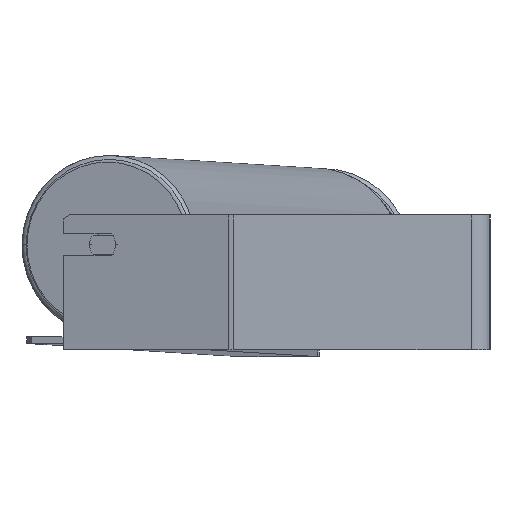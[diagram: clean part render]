
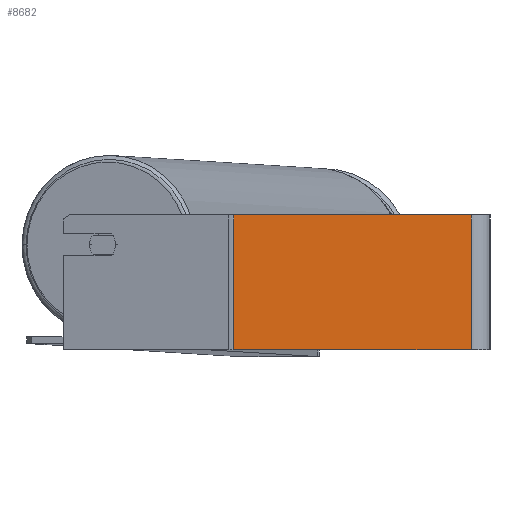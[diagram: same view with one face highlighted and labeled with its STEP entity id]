
A CAD part, left-side view. The second image highlights one B-rep face of the part: STEP entity #8682.
In plain terms, the highlighted planar face has unit normal (-1, 0, 0).
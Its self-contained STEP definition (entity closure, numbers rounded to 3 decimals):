
#160 = EDGE_CURVE ( 'NONE', #2789, #3672, #8268, .T. ) ;
#428 = EDGE_CURVE ( 'NONE', #8413, #3672, #8653, .T. ) ;
#688 = ORIENTED_EDGE ( 'NONE', *, *, #6696, .F. ) ;
#933 = CARTESIAN_POINT ( 'NONE',  ( -955., 192.085, 50. ) ) ;
#1046 = AXIS2_PLACEMENT_3D ( 'NONE', #3401, #1200, #6292 ) ;
#1200 = DIRECTION ( 'NONE',  ( 1., 0., 0. ) ) ;
#1376 = DIRECTION ( 'NONE',  ( 0., 0., -1. ) ) ;
#1570 = ORIENTED_EDGE ( 'NONE', *, *, #160, .T. ) ;
#1756 = CARTESIAN_POINT ( 'NONE',  ( -955., 192.085, -50. ) ) ;
#2119 = CARTESIAN_POINT ( 'NONE',  ( -955., 14., 50. ) ) ;
#2278 = DIRECTION ( 'NONE',  ( 0., -1., 0. ) ) ;
#2388 = ORIENTED_EDGE ( 'NONE', *, *, #8470, .T. ) ;
#2412 = CARTESIAN_POINT ( 'NONE',  ( -955., 190.242, 50. ) ) ;
#2741 = PLANE ( 'NONE',  #1046 ) ;
#2789 = VERTEX_POINT ( 'NONE', #7014 ) ;
#3074 = CARTESIAN_POINT ( 'NONE',  ( -955., 190.242, 50. ) ) ;
#3401 = CARTESIAN_POINT ( 'NONE',  ( -955., 192.085, 50. ) ) ;
#3666 = CARTESIAN_POINT ( 'NONE',  ( -955., 14., 50. ) ) ;
#3672 = VERTEX_POINT ( 'NONE', #7352 ) ;
#3853 = DIRECTION ( 'NONE',  ( 0., -1., 0. ) ) ;
#4056 = FACE_OUTER_BOUND ( 'NONE', #4633, .T. ) ;
#4437 = LINE ( 'NONE', #3074, #8043 ) ;
#4633 = EDGE_LOOP ( 'NONE', ( #1570, #6446, #688, #2388 ) ) ;
#5154 = VECTOR ( 'NONE', #3853, 1000. ) ;
#5736 = VECTOR ( 'NONE', #2278, 1000. ) ;
#6292 = DIRECTION ( 'NONE',  ( 0., 0., -1. ) ) ;
#6446 = ORIENTED_EDGE ( 'NONE', *, *, #428, .F. ) ;
#6547 = DIRECTION ( 'NONE',  ( 0., 0., -1. ) ) ;
#6696 = EDGE_CURVE ( 'NONE', #8235, #8413, #7456, .T. ) ;
#7014 = CARTESIAN_POINT ( 'NONE',  ( -955., 190.242, -50. ) ) ;
#7352 = CARTESIAN_POINT ( 'NONE',  ( -955., 14., -50. ) ) ;
#7428 = VECTOR ( 'NONE', #1376, 1000. ) ;
#7456 = LINE ( 'NONE', #933, #5736 ) ;
#8043 = VECTOR ( 'NONE', #6547, 1000. ) ;
#8235 = VERTEX_POINT ( 'NONE', #2412 ) ;
#8268 = LINE ( 'NONE', #1756, #5154 ) ;
#8413 = VERTEX_POINT ( 'NONE', #2119 ) ;
#8470 = EDGE_CURVE ( 'NONE', #8235, #2789, #4437, .T. ) ;
#8653 = LINE ( 'NONE', #3666, #7428 ) ;
#8682 = ADVANCED_FACE ( 'NONE', ( #4056 ), #2741, .F. ) ;
